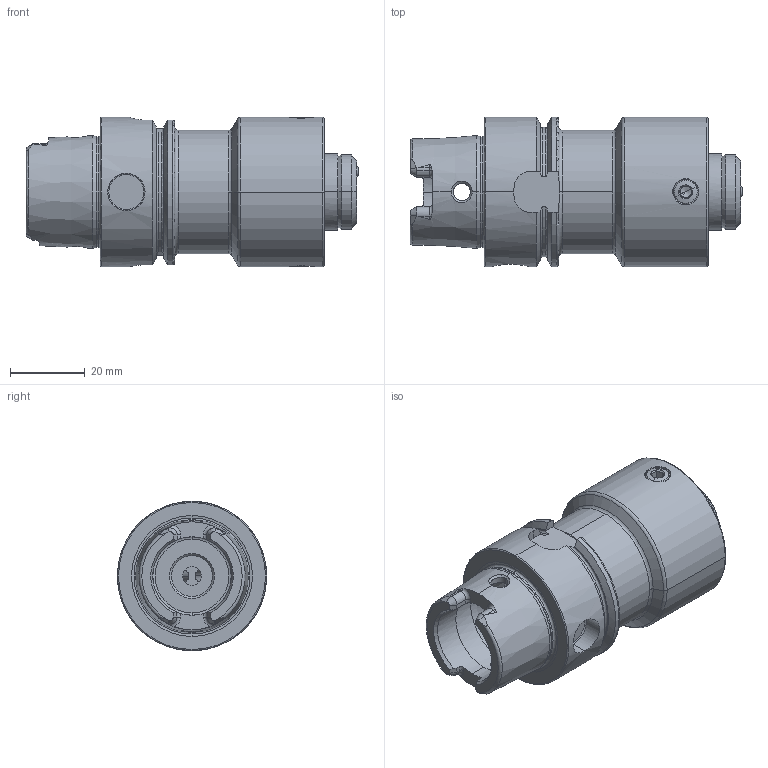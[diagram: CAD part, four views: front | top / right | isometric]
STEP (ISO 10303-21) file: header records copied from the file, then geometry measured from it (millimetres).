
FILE_DESCRIPTION (( 'STEP AP214' ), '1' );
FILE_NAME ('HA4-HA4.K01.060.STEP', '2014-10-02T06:20:51', ( 'baer' ), ( 'Hewlett-Packard Company' ), 'SwSTEP 2.0', 'SolidWorks 2012', '' );
FILE_SCHEMA (( 'AUTOMOTIVE_DESIGN' ));
Length unit declared in the file: millimetre
Products named in the file (11): HA4-ER2.001.005_A; ISO 13337 - 3 x 14_Spring Pin ISO 13337 - 3 x 16 - St; HA4-ER1.001.000; Stift; Spindel; Backe; Dichtung; DIN 3771 - 12x1.5; GrundkörperHSK40; HA4-HA4.K01.060_C_Fertigbearbeitung; HA4-HA4.K01.060
Assembly tree (12 placements, depth 3):
  HA4-HA4.K01.060
    HA4-HA4.K01.060_C_Fertigbearbeitung
    HA4-ER1.001.000
      GrundkörperHSK40
      DIN 3771 - 12x1.5
      Dichtung
      Backe  x2
      Spindel
      Stift
    ISO 13337 - 3 x 14_Spring Pin ISO 13337 - 3 x 16 - St
    HA4-ER2.001.005_A  x2
Bounding box: 88.95 x 40 x 40 mm (x, y, z)
Volume: 59700.3 mm3; surface area: 27176.1 mm2
Topology: 11 solids, 11 shells, 481 faces, 1202 edges, 744 vertices
Faces by surface type: plane 157, cylinder 152, cone 89, torus 75, bspline 8
Entity records: 15762 total; most frequent: CARTESIAN_POINT 4526, DIRECTION 2271, ORIENTED_EDGE 2204, EDGE_CURVE 1102, AXIS2_PLACEMENT_3D 928, VERTEX_POINT 689, CIRCLE 483, EDGE_LOOP 473
